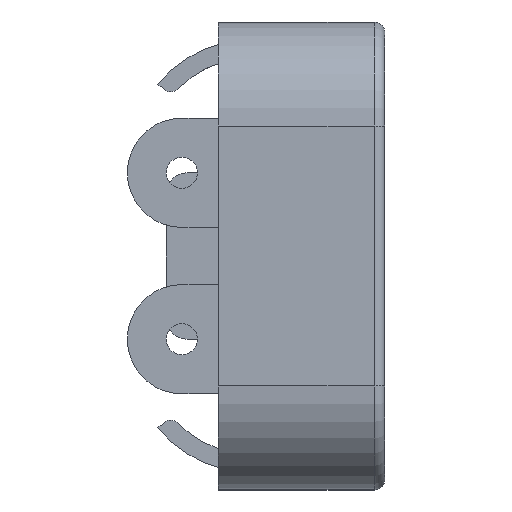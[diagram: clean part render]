
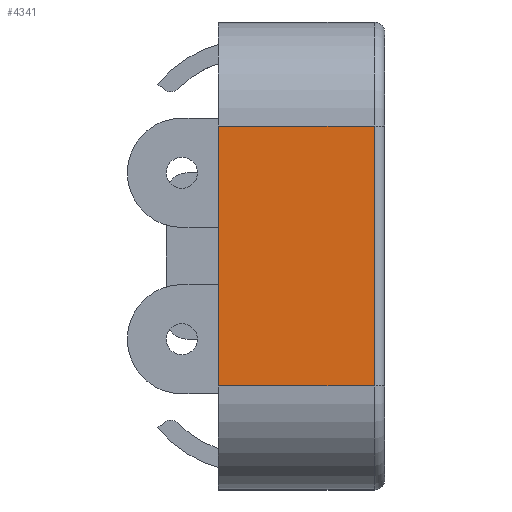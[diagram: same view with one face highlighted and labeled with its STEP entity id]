
A CAD part, left-side view. The second image highlights one B-rep face of the part: STEP entity #4341.
In plain terms, the highlighted planar face has unit normal (-1, 0, 0).
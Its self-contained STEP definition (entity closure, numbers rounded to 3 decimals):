
#22 = ORIENTED_EDGE ( 'NONE', *, *, #4581, .T. ) ;
#29 = EDGE_CURVE ( 'NONE', #801, #1227, #4792, .T. ) ;
#398 = VERTEX_POINT ( 'NONE', #2473 ) ;
#746 = EDGE_CURVE ( 'NONE', #398, #849, #2444, .T. ) ;
#797 = DIRECTION ( 'NONE',  ( 0., 0., 1. ) ) ;
#801 = VERTEX_POINT ( 'NONE', #4386 ) ;
#849 = VERTEX_POINT ( 'NONE', #1083 ) ;
#875 = CARTESIAN_POINT ( 'NONE',  ( -146., 2., 10. ) ) ;
#890 = CARTESIAN_POINT ( 'NONE',  ( -146., 1., 35. ) ) ;
#1083 = CARTESIAN_POINT ( 'NONE',  ( -146., 1., 10. ) ) ;
#1203 = ORIENTED_EDGE ( 'NONE', *, *, #1838, .F. ) ;
#1227 = VERTEX_POINT ( 'NONE', #2116 ) ;
#1345 = DIRECTION ( 'NONE',  ( 1., 0., 0. ) ) ;
#1483 = EDGE_LOOP ( 'NONE', ( #2553, #22, #4078, #1203 ) ) ;
#1682 = VECTOR ( 'NONE', #2597, 1000. ) ;
#1838 = EDGE_CURVE ( 'NONE', #398, #801, #2681, .T. ) ;
#2116 = CARTESIAN_POINT ( 'NONE',  ( -146., 1., 35. ) ) ;
#2119 = VECTOR ( 'NONE', #4126, 1000. ) ;
#2252 = CARTESIAN_POINT ( 'NONE',  ( -146., 16., 10. ) ) ;
#2444 = LINE ( 'NONE', #2617, #2119 ) ;
#2473 = CARTESIAN_POINT ( 'NONE',  ( -146., 16., 10. ) ) ;
#2553 = ORIENTED_EDGE ( 'NONE', *, *, #746, .T. ) ;
#2597 = DIRECTION ( 'NONE',  ( 0., -1., 0. ) ) ;
#2617 = CARTESIAN_POINT ( 'NONE',  ( -146., 2., 10. ) ) ;
#2681 = LINE ( 'NONE', #2252, #4458 ) ;
#2972 = DIRECTION ( 'NONE',  ( 0., 0., 1. ) ) ;
#3168 = VECTOR ( 'NONE', #797, 1000. ) ;
#3274 = AXIS2_PLACEMENT_3D ( 'NONE', #875, #1345, #3964 ) ;
#3311 = CARTESIAN_POINT ( 'NONE',  ( -146., 2., 35. ) ) ;
#3519 = FACE_OUTER_BOUND ( 'NONE', #1483, .T. ) ;
#3964 = DIRECTION ( 'NONE',  ( 0., 0., -1. ) ) ;
#4078 = ORIENTED_EDGE ( 'NONE', *, *, #29, .F. ) ;
#4126 = DIRECTION ( 'NONE',  ( 0., -1., 0. ) ) ;
#4308 = LINE ( 'NONE', #890, #3168 ) ;
#4341 = ADVANCED_FACE ( 'NONE', ( #3519 ), #4661, .F. ) ;
#4386 = CARTESIAN_POINT ( 'NONE',  ( -146., 16., 35. ) ) ;
#4458 = VECTOR ( 'NONE', #2972, 1000. ) ;
#4581 = EDGE_CURVE ( 'NONE', #849, #1227, #4308, .T. ) ;
#4661 = PLANE ( 'NONE',  #3274 ) ;
#4792 = LINE ( 'NONE', #3311, #1682 ) ;
